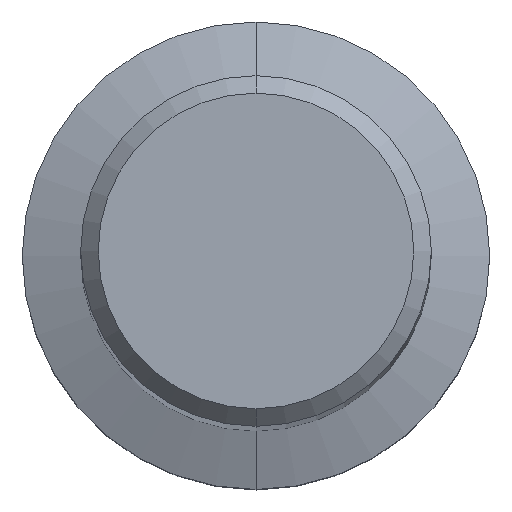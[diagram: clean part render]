
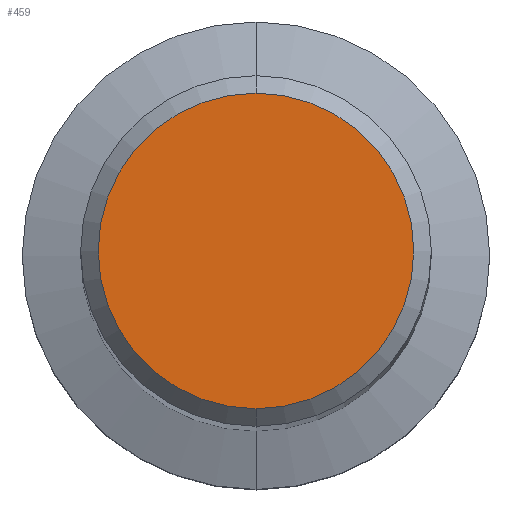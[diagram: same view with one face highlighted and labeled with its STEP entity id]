
A CAD part, top view. The second image highlights one B-rep face of the part: STEP entity #459.
In plain terms, the highlighted planar face has unit normal (0, 0, 1).
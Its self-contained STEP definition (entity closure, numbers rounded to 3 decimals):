
#235=VERTEX_POINT('',#594);
#323=VERTEX_POINT('',#691);
#351=EDGE_CURVE('',#235,#323,#722,.T.);
#369=EDGE_CURVE('',#323,#235,#743,.T.);
#459=ADVANCED_FACE('',(#840),#841,.T.);
#594=CARTESIAN_POINT('',(0.0,5.4,0.0));
#691=CARTESIAN_POINT('',(0.,-5.4,0.0));
#722=CIRCLE('',#1275,5.4);
#743=CIRCLE('',#1302,5.4);
#840=FACE_OUTER_BOUND('',#1496,.T.);
#841=PLANE('',#1497);
#1275=AXIS2_PLACEMENT_3D('',#1882,#1883,#1884);
#1302=AXIS2_PLACEMENT_3D('',#1915,#1916,#1917);
#1496=EDGE_LOOP('',(#1999,#2000));
#1497=AXIS2_PLACEMENT_3D('',#2001,#2002,#2003);
#1882=CARTESIAN_POINT('',(0.0,0.0,0.0));
#1883=DIRECTION('',(0.0,0.0,-1.0));
#1884=DIRECTION('',(0.0,1.0,0.0));
#1915=CARTESIAN_POINT('',(0.0,0.0,0.0));
#1916=DIRECTION('',(0.0,0.0,-1.0));
#1917=DIRECTION('',(0.0,1.0,0.0));
#1999=ORIENTED_EDGE('',*,*,#351,.F.);
#2000=ORIENTED_EDGE('',*,*,#369,.F.);
#2001=CARTESIAN_POINT('',(0.0,2.7,0.0));
#2002=DIRECTION('',(-0.0,0.0,1.0));
#2003=DIRECTION('',(0.0,-1.0,0.0));
